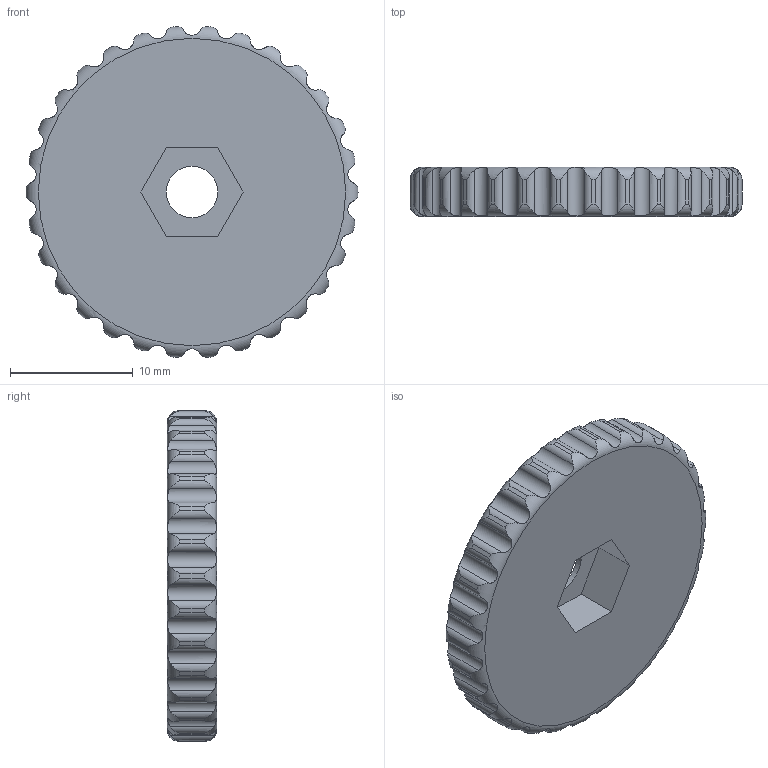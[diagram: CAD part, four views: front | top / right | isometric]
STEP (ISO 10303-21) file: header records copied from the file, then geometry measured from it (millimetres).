
FILE_DESCRIPTION(/* description */ (''),/* implementation_level */ '2;1');
FILE_NAME(/* name */ 'screw_wheel_27_m4.step',/* time_stamp */ '2022-06-08T09:14:29+02:00',/* author */ (''),/* organization */ (''),/* preprocessor_version */ 'ST-DEVELOPER v18.1',/* originating_system */ 'Autodesk Translation Framework v10.14.0.1471',/* authorisation */ '');
FILE_SCHEMA (('AUTOMOTIVE_DESIGN { 1 0 10303 214 3 1 1 }'));
Length unit declared in the file: millimetre
Products named in the file (1): screw_wheel_27_m4
Bounding box: 27 x 4 x 26.89 mm (x, y, z)
Volume: 1997 mm3; surface area: 1507.8 mm2
Topology: 1 solids, 1 shells, 132 faces, 387 edges, 258 vertices
Faces by surface type: cylinder 121, plane 9, torus 2
Full cylindrical faces by diameter (mm): 4.2 x1
Entity records: 6040 total; most frequent: CARTESIAN_POINT 2788, ORIENTED_EDGE 774, DIRECTION 537, EDGE_CURVE 387, VERTEX_POINT 258, AXIS2_PLACEMENT_3D 199, B_SPLINE_CURVE_WITH_KNOTS 182, LINE 139
